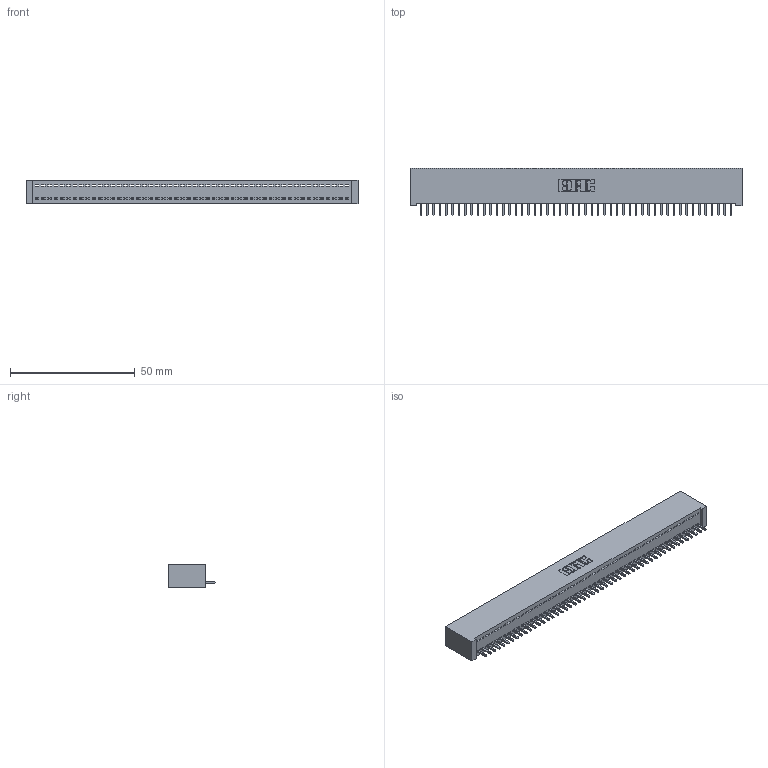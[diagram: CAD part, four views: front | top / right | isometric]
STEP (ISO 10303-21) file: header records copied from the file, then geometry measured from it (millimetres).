
FILE_DESCRIPTION (( 'STEP AP203' ), '1' );
FILE_NAME ('342-050-521-101.STEP', '2019-10-02T23:17:53', ( '' ), ( '' ), 'SwSTEP 2.0', 'SolidWorks 2016', '' );
FILE_SCHEMA (( 'CONFIG_CONTROL_DESIGN' ));
Length unit declared in the file: inch
Products named in the file (3): 342 Part_Lugless; 345-292-001_345-293-121; 342-050-521-101
Assembly tree (51 placements, depth 2):
  342-050-521-101
    342 Part_Lugless
    345-292-001_345-293-121  x50
Bounding box: 133.25 x 19.06 x 9.4 mm (x, y, z)
Volume: 11979.4 mm3; surface area: 17517.8 mm2
Topology: 51 solids, 51 shells, 3002 faces, 9075 edges, 5982 vertices
Faces by surface type: plane 2162, cylinder 840
Entity records: 29141 total; most frequent: CARTESIAN_POINT 5032, ORIENTED_EDGE 5018, DIRECTION 4221, EDGE_CURVE 2509, VECTOR 2389, LINE 2389, VERTEX_POINT 1670, AXIS2_PLACEMENT_3D 916
